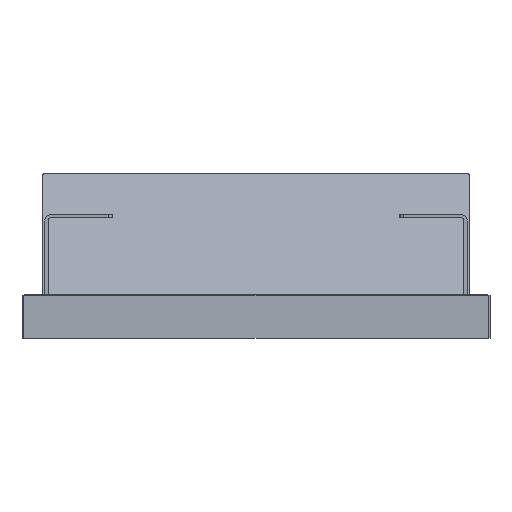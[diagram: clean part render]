
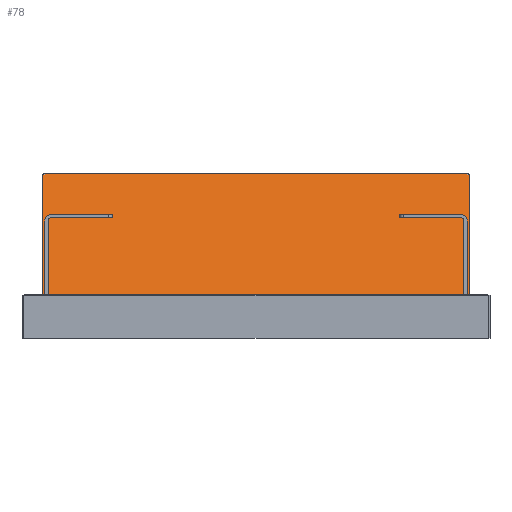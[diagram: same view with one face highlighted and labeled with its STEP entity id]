
A CAD part, front view. The second image highlights one B-rep face of the part: STEP entity #78.
In plain terms, the highlighted planar face has unit normal (0, -0.951, 0.309).
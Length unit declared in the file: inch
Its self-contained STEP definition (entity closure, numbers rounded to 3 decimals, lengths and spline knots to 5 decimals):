
#78=ADVANCED_FACE('',(#282),#2746,.T.);
#282=FACE_OUTER_BOUND('',#486,.T.);
#486=EDGE_LOOP('',(#702,#703,#704,#705,#706,#707));
#702=ORIENTED_EDGE('',*,*,#1567,.F.);
#703=ORIENTED_EDGE('',*,*,#1564,.F.);
#704=ORIENTED_EDGE('',*,*,#1561,.T.);
#705=ORIENTED_EDGE('',*,*,#1565,.F.);
#706=ORIENTED_EDGE('',*,*,#1570,.F.);
#707=ORIENTED_EDGE('',*,*,#1563,.F.);
#1561=EDGE_CURVE('',#2451,#2450,#2041,.T.);
#1563=EDGE_CURVE('',#2452,#2453,#2043,.T.);
#1564=EDGE_CURVE('',#2451,#2454,#2044,.T.);
#1565=EDGE_CURVE('',#2455,#2450,#2045,.T.);
#1567=EDGE_CURVE('',#2454,#2452,#1988,.T.);
#1570=EDGE_CURVE('',#2453,#2455,#1990,.T.);
#1988=TRIMMED_CURVE($,#2012,(#3556),(#3557),.T.,.CARTESIAN.);
#1990=TRIMMED_CURVE($,#2014,(#3564),(#3565),.T.,.CARTESIAN.);
#2012=CIRCLE('',#3035,0.5);
#2014=CIRCLE('',#3037,0.5);
#2041=B_SPLINE_CURVE_WITH_KNOTS('',1,(#3543,#3544),.UNSPECIFIED.,.F.,.F.,
(2,2),(-63.5,0.),.UNSPECIFIED.);
#2043=B_SPLINE_CURVE_WITH_KNOTS('',1,(#3547,#3548),.UNSPECIFIED.,.F.,.F.,
(2,2),(-62.5,0.),.UNSPECIFIED.);
#2044=B_SPLINE_CURVE_WITH_KNOTS('',1,(#3549,#3550),.UNSPECIFIED.,.F.,.F.,
(2,2),(-18.42632,0.),.UNSPECIFIED.);
#2045=B_SPLINE_CURVE_WITH_KNOTS('',1,(#3551,#3552),.UNSPECIFIED.,.F.,.F.,
(2,2),(-18.42632,0.),.UNSPECIFIED.);
#2450=VERTEX_POINT('',#3527);
#2451=VERTEX_POINT('',#3528);
#2452=VERTEX_POINT('',#3529);
#2453=VERTEX_POINT('',#3530);
#2454=VERTEX_POINT('',#3531);
#2455=VERTEX_POINT('',#3532);
#2746=PLANE('',#3029);
#3029=AXIS2_PLACEMENT_3D('',#3515,#3260,$);
#3035=AXIS2_PLACEMENT_3D($,#3555,#3266,#3267);
#3037=AXIS2_PLACEMENT_3D($,#3563,#3270,#3271);
#3260=DIRECTION('',(0.,-0.951,0.309));
#3266=DIRECTION('',(0.,0.951,-0.309));
#3267=DIRECTION('',(-1.,0.,0.));
#3270=DIRECTION('',(0.,0.951,-0.309));
#3271=DIRECTION('',(0.,0.309,0.951));
#3515=CARTESIAN_POINT('',(-38.10012,-70.28213,4.98208));
#3527=CARTESIAN_POINT('',(31.75,-69.69722,6.78222));
#3528=CARTESIAN_POINT('',(-31.75,-69.69722,6.78222));
#3529=CARTESIAN_POINT('',(-31.25,-63.84867,24.78222));
#3530=CARTESIAN_POINT('',(31.25,-63.84867,24.78222));
#3531=CARTESIAN_POINT('',(-31.75,-64.00318,24.3067));
#3532=CARTESIAN_POINT('',(31.75,-64.00318,24.3067));
#3543=CARTESIAN_POINT('',(-31.75,-69.69722,6.78222));
#3544=CARTESIAN_POINT('',(31.75,-69.69722,6.78222));
#3547=CARTESIAN_POINT('',(-31.25,-63.84867,24.78222));
#3548=CARTESIAN_POINT('',(31.25,-63.84867,24.78222));
#3549=CARTESIAN_POINT('',(-31.75,-69.69722,6.78222));
#3550=CARTESIAN_POINT('',(-31.75,-64.00318,24.3067));
#3551=CARTESIAN_POINT('',(31.75,-64.00318,24.3067));
#3552=CARTESIAN_POINT('',(31.75,-69.69722,6.78222));
#3555=CARTESIAN_POINT('',(-31.25,-64.00318,24.3067));
#3556=CARTESIAN_POINT('',(-31.75,-64.00318,24.3067));
#3557=CARTESIAN_POINT('',(-31.25,-63.84867,24.78222));
#3563=CARTESIAN_POINT('',(31.25,-64.00318,24.3067));
#3564=CARTESIAN_POINT('',(31.25,-63.84867,24.78222));
#3565=CARTESIAN_POINT('',(31.75,-64.00318,24.3067));
